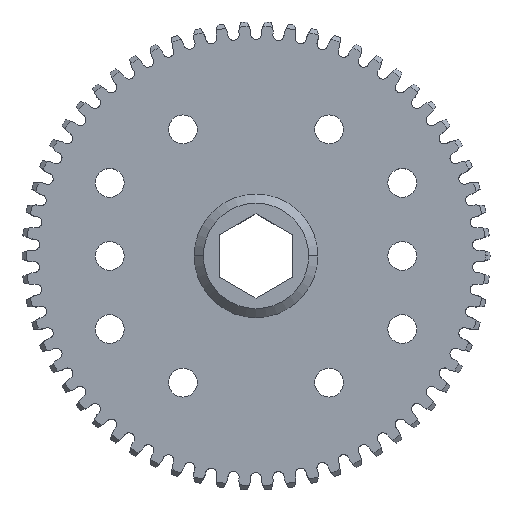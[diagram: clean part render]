
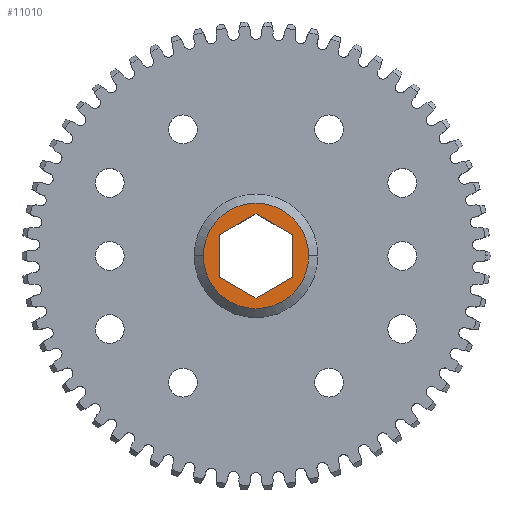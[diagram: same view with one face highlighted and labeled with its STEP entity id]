
A CAD part, top view. The second image highlights one B-rep face of the part: STEP entity #11010.
In plain terms, the highlighted planar face has unit normal (0, 0, 1).
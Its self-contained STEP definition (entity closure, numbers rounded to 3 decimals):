
#268 = VERTEX_POINT ( 'NONE', #18532 ) ;
#2504 = ORIENTED_EDGE ( 'NONE', *, *, #9062, .F. ) ;
#2758 = AXIS2_PLACEMENT_3D ( 'NONE', #25671, #20977, #25976 ) ;
#3279 = ORIENTED_EDGE ( 'NONE', *, *, #10025, .F. ) ;
#3434 = DIRECTION ( 'NONE',  ( 0.866, -0.5, 0. ) ) ;
#3661 = DIRECTION ( 'NONE',  ( 0., 1., 0. ) ) ;
#4012 = DIRECTION ( 'NONE',  ( 0., 0., 1. ) ) ;
#5356 = DIRECTION ( 'NONE',  ( -0.866, -0.5, 0. ) ) ;
#5870 = CARTESIAN_POINT ( 'NONE',  ( -6.35, -3.666, 6.35 ) ) ;
#6043 = VECTOR ( 'NONE', #3661, 1000. ) ;
#6172 = EDGE_CURVE ( 'NONE', #20592, #268, #11067, .T. ) ;
#6502 = EDGE_CURVE ( 'NONE', #10917, #20592, #8387, .T. ) ;
#6532 = FACE_OUTER_BOUND ( 'NONE', #27674, .T. ) ;
#7447 = DIRECTION ( 'NONE',  ( 0., 0., -1. ) ) ;
#7964 = LINE ( 'NONE', #27204, #9207 ) ;
#8202 = EDGE_CURVE ( 'NONE', #23648, #23521, #10779, .T. ) ;
#8387 = LINE ( 'NONE', #24808, #6043 ) ;
#9062 = EDGE_CURVE ( 'NONE', #268, #24147, #28987, .T. ) ;
#9207 = VECTOR ( 'NONE', #29243, 1000. ) ;
#10025 = EDGE_CURVE ( 'NONE', #23521, #23648, #23621, .T. ) ;
#10136 = AXIS2_PLACEMENT_3D ( 'NONE', #19021, #7447, #16974 ) ;
#10779 = CIRCLE ( 'NONE', #2758, 9.144 ) ;
#10834 = EDGE_CURVE ( 'NONE', #24566, #10917, #7964, .T. ) ;
#10917 = VERTEX_POINT ( 'NONE', #17194 ) ;
#11010 = ADVANCED_FACE ( 'NONE', ( #30476, #6532 ), #27816, .T. ) ;
#11067 = LINE ( 'NONE', #27960, #13561 ) ;
#11151 = CARTESIAN_POINT ( 'NONE',  ( 9.144, 0., 6.35 ) ) ;
#11396 = EDGE_CURVE ( 'NONE', #24147, #13074, #24932, .T. ) ;
#11947 = CARTESIAN_POINT ( 'NONE',  ( -3.175, 5.499, 6.35 ) ) ;
#12197 = AXIS2_PLACEMENT_3D ( 'NONE', #30012, #4012, #13576 ) ;
#12601 = ORIENTED_EDGE ( 'NONE', *, *, #19831, .F. ) ;
#13074 = VERTEX_POINT ( 'NONE', #5870 ) ;
#13561 = VECTOR ( 'NONE', #15779, 1000. ) ;
#13576 = DIRECTION ( 'NONE',  ( 1., 0., 0. ) ) ;
#14855 = EDGE_LOOP ( 'NONE', ( #12601, #19339, #2504, #22722, #25267, #26386 ) ) ;
#15779 = DIRECTION ( 'NONE',  ( -0.866, 0.5, 0. ) ) ;
#16081 = CARTESIAN_POINT ( 'NONE',  ( -6.35, 3.666, 6.35 ) ) ;
#16357 = CARTESIAN_POINT ( 'NONE',  ( 0., -7.332, 6.35 ) ) ;
#16974 = DIRECTION ( 'NONE',  ( -1., 0., 0. ) ) ;
#17194 = CARTESIAN_POINT ( 'NONE',  ( 6.35, -3.666, 6.35 ) ) ;
#18532 = CARTESIAN_POINT ( 'NONE',  ( 0., 7.332, 6.35 ) ) ;
#18821 = DIRECTION ( 'NONE',  ( 0., -1., 0. ) ) ;
#19021 = CARTESIAN_POINT ( 'NONE',  ( 0., 0., 6.35 ) ) ;
#19339 = ORIENTED_EDGE ( 'NONE', *, *, #11396, .F. ) ;
#19831 = EDGE_CURVE ( 'NONE', #13074, #24566, #24891, .T. ) ;
#20592 = VERTEX_POINT ( 'NONE', #25510 ) ;
#20977 = DIRECTION ( 'NONE',  ( 0., 0., -1. ) ) ;
#20994 = CARTESIAN_POINT ( 'NONE',  ( -6.35, 0., 6.35 ) ) ;
#22722 = ORIENTED_EDGE ( 'NONE', *, *, #6172, .F. ) ;
#22802 = VECTOR ( 'NONE', #5356, 1000. ) ;
#23521 = VERTEX_POINT ( 'NONE', #11151 ) ;
#23621 = CIRCLE ( 'NONE', #10136, 9.144 ) ;
#23648 = VERTEX_POINT ( 'NONE', #29126 ) ;
#23796 = VECTOR ( 'NONE', #3434, 1000. ) ;
#24147 = VERTEX_POINT ( 'NONE', #16081 ) ;
#24566 = VERTEX_POINT ( 'NONE', #16357 ) ;
#24808 = CARTESIAN_POINT ( 'NONE',  ( 6.35, 0., 6.35 ) ) ;
#24891 = LINE ( 'NONE', #30196, #23796 ) ;
#24932 = LINE ( 'NONE', #20994, #26171 ) ;
#25267 = ORIENTED_EDGE ( 'NONE', *, *, #6502, .F. ) ;
#25510 = CARTESIAN_POINT ( 'NONE',  ( 6.35, 3.666, 6.35 ) ) ;
#25671 = CARTESIAN_POINT ( 'NONE',  ( 0., 0., 6.35 ) ) ;
#25976 = DIRECTION ( 'NONE',  ( -1., 0., 0. ) ) ;
#26066 = ORIENTED_EDGE ( 'NONE', *, *, #8202, .F. ) ;
#26171 = VECTOR ( 'NONE', #18821, 1000. ) ;
#26386 = ORIENTED_EDGE ( 'NONE', *, *, #10834, .F. ) ;
#27204 = CARTESIAN_POINT ( 'NONE',  ( 3.175, -5.499, 6.35 ) ) ;
#27674 = EDGE_LOOP ( 'NONE', ( #26066, #3279 ) ) ;
#27816 = PLANE ( 'NONE',  #12197 ) ;
#27960 = CARTESIAN_POINT ( 'NONE',  ( 3.175, 5.499, 6.35 ) ) ;
#28987 = LINE ( 'NONE', #11947, #22802 ) ;
#29126 = CARTESIAN_POINT ( 'NONE',  ( -9.144, 0., 6.35 ) ) ;
#29243 = DIRECTION ( 'NONE',  ( 0.866, 0.5, 0. ) ) ;
#30012 = CARTESIAN_POINT ( 'NONE',  ( 0., 0., 6.35 ) ) ;
#30196 = CARTESIAN_POINT ( 'NONE',  ( -3.175, -5.499, 6.35 ) ) ;
#30476 = FACE_BOUND ( 'NONE', #14855, .T. ) ;
